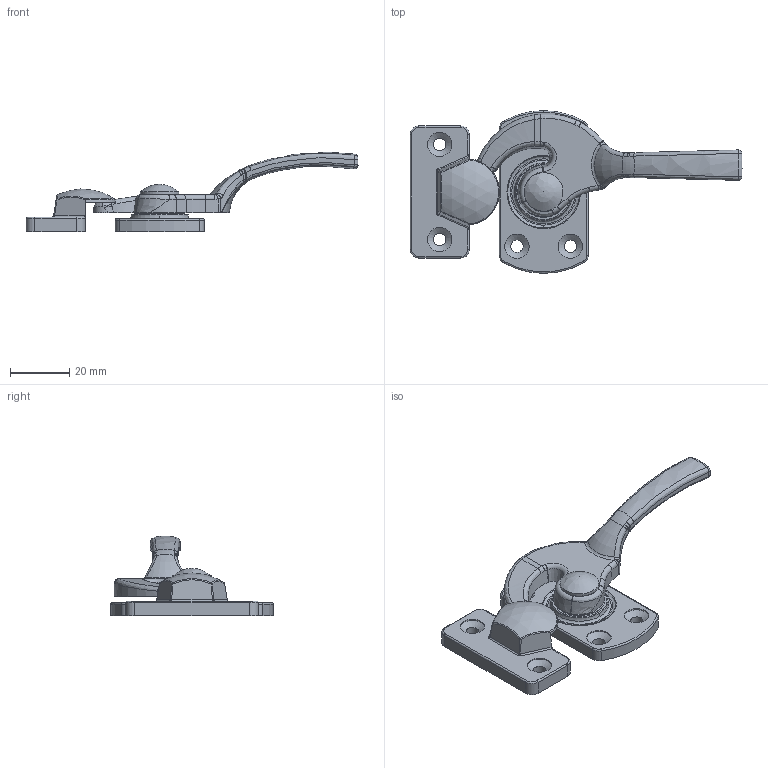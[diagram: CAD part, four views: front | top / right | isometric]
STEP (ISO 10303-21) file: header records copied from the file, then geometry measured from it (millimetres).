
FILE_DESCRIPTION(/* description */ (''),/* implementation_level */ '2;1');
FILE_NAME(/* name */ 'D-114-5.stp',/* time_stamp */ '2026-03-04T11:45:01+09:00',/* author */ ('user'),/* organization */ (''),/* preprocessor_version */ 'ST-DEVELOPER v15.6',/* originating_system */ 'Autodesk Inventor 2015',/* authorisation */ '');
FILE_SCHEMA (('AUTOMOTIVE_DESIGN { 1 0 10303 214 3 1 1 }'));
Length unit declared in the file: millimetre
Products named in the file (7): D-114-5_베이스; D-114-5_스프링와샤; D-114-5_와샤; D-114-5_캐치; D-114-5_핸들 - 복사본; 핀; D-114-5
Bounding box: 111.75 x 54.8 x 26.88 mm (x, y, z)
Volume: 15893.9 mm3; surface area: 13245.8 mm2
Topology: 6 solids, 6 shells, 264 faces, 652 edges, 407 vertices
Faces by surface type: cylinder 90, bspline 65, plane 54, torus 34, cone 18, sphere 3
Full cylindrical faces by diameter (mm): 4.2 x6, 7 x1, 7.5 x2, 8.2 x6, 8.5 x1, 9.5 x1, 10 x1, 13 x1, 14 x1, 17 x1, 19 x1
Entity records: 16983 total; most frequent: CARTESIAN_POINT 10863, ORIENTED_EDGE 1220, DIRECTION 1192, EDGE_CURVE 610, AXIS2_PLACEMENT_3D 510, VERTEX_POINT 399, EDGE_LOOP 325, FACE_OUTER_BOUND 264
